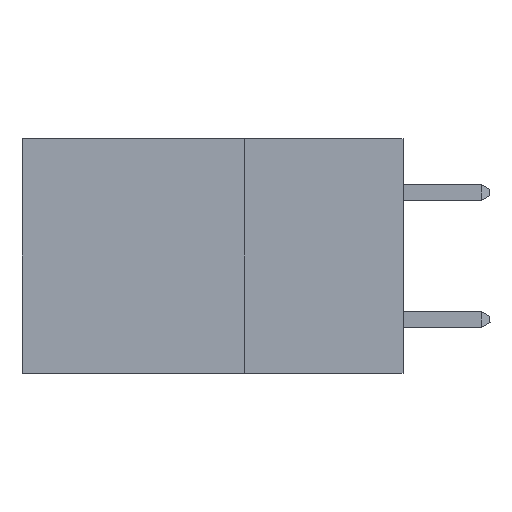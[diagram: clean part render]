
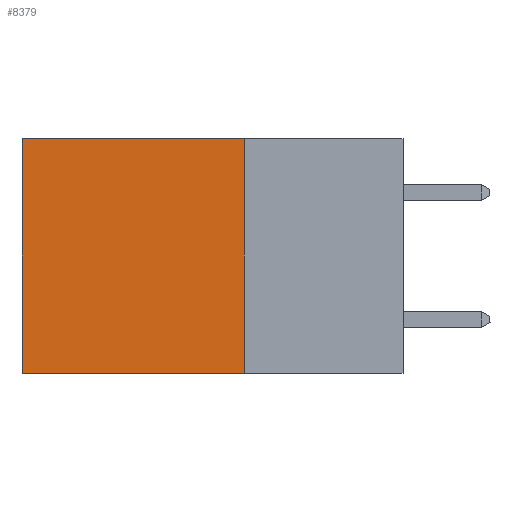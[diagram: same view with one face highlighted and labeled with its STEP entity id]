
A CAD part, left-side view. The second image highlights one B-rep face of the part: STEP entity #8379.
In plain terms, the highlighted planar face has unit normal (-1, 0, 0).
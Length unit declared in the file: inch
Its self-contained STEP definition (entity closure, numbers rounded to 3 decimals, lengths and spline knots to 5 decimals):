
#343 = VERTEX_POINT ( 'NONE', #7705 ) ;
#1002 = DIRECTION ( 'NONE',  ( 1., 0., 0. ) ) ;
#2167 = DIRECTION ( 'NONE',  ( 0., 0., -1. ) ) ;
#2664 = EDGE_LOOP ( 'NONE', ( #17918, #7522, #11452, #21336 ) ) ;
#3378 = VERTEX_POINT ( 'NONE', #11036 ) ;
#4247 = FACE_OUTER_BOUND ( 'NONE', #2664, .T. ) ;
#5252 = EDGE_CURVE ( 'NONE', #18972, #343, #10190, .T. ) ;
#5623 = CARTESIAN_POINT ( 'NONE',  ( 0.2875, 0.25, 0. ) ) ;
#5938 = CARTESIAN_POINT ( 'NONE',  ( 0.2875, 0.6, 0. ) ) ;
#6974 = LINE ( 'NONE', #20488, #21399 ) ;
#7332 = VECTOR ( 'NONE', #18341, 39.37008 ) ;
#7522 = ORIENTED_EDGE ( 'NONE', *, *, #15422, .F. ) ;
#7705 = CARTESIAN_POINT ( 'NONE',  ( 0.2875, 0.6, 0. ) ) ;
#8379 = ADVANCED_FACE ( 'NONE', ( #4247 ), #17481, .F. ) ;
#8701 = VERTEX_POINT ( 'NONE', #20249 ) ;
#10190 = LINE ( 'NONE', #19963, #14368 ) ;
#10328 = CARTESIAN_POINT ( 'NONE',  ( 0.2875, 0.25, 0. ) ) ;
#11036 = CARTESIAN_POINT ( 'NONE',  ( 0.2875, 0.6, -0.37 ) ) ;
#11064 = LINE ( 'NONE', #5623, #7332 ) ;
#11452 = ORIENTED_EDGE ( 'NONE', *, *, #14372, .F. ) ;
#13544 = LINE ( 'NONE', #5938, #17816 ) ;
#13900 = DIRECTION ( 'NONE',  ( 0., 0., -1. ) ) ;
#14368 = VECTOR ( 'NONE', #14523, 39.37008 ) ;
#14372 = EDGE_CURVE ( 'NONE', #18972, #8701, #11064, .T. ) ;
#14516 = EDGE_CURVE ( 'NONE', #343, #3378, #13544, .T. ) ;
#14523 = DIRECTION ( 'NONE',  ( 0., 1., 0. ) ) ;
#15422 = EDGE_CURVE ( 'NONE', #8701, #3378, #6974, .T. ) ;
#15997 = CARTESIAN_POINT ( 'NONE',  ( 0.2875, 0.25, 0. ) ) ;
#17481 = PLANE ( 'NONE',  #19484 ) ;
#17816 = VECTOR ( 'NONE', #2167, 39.37008 ) ;
#17918 = ORIENTED_EDGE ( 'NONE', *, *, #14516, .T. ) ;
#18341 = DIRECTION ( 'NONE',  ( 0., 0., -1. ) ) ;
#18669 = DIRECTION ( 'NONE',  ( 0., 1., 0. ) ) ;
#18972 = VERTEX_POINT ( 'NONE', #15997 ) ;
#19484 = AXIS2_PLACEMENT_3D ( 'NONE', #10328, #1002, #13900 ) ;
#19963 = CARTESIAN_POINT ( 'NONE',  ( 0.2875, 0.25, 0. ) ) ;
#20249 = CARTESIAN_POINT ( 'NONE',  ( 0.2875, 0.25, -0.37 ) ) ;
#20488 = CARTESIAN_POINT ( 'NONE',  ( 0.2875, 0.25, -0.37 ) ) ;
#21336 = ORIENTED_EDGE ( 'NONE', *, *, #5252, .T. ) ;
#21399 = VECTOR ( 'NONE', #18669, 39.37008 ) ;
